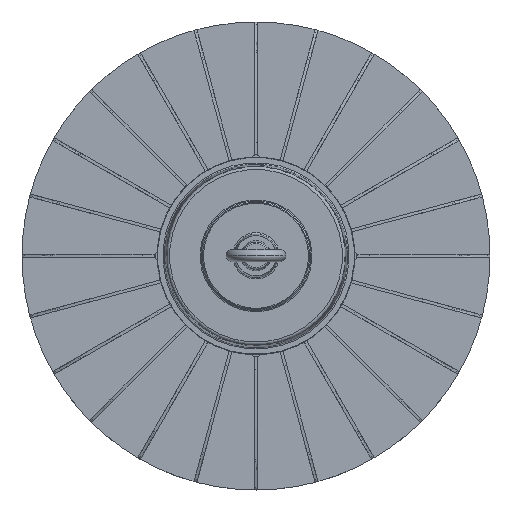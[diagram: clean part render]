
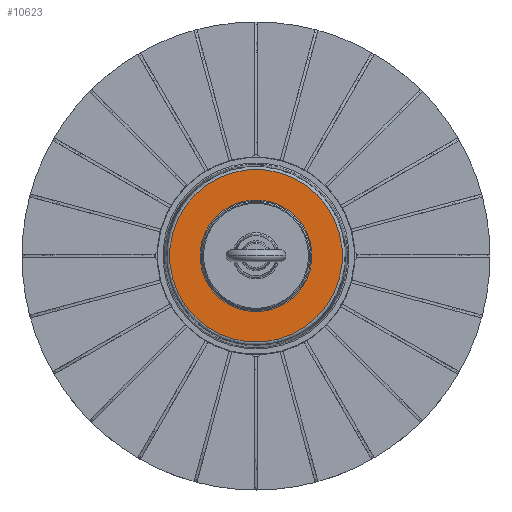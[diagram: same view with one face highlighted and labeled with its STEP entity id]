
A CAD part, top view. The second image highlights one B-rep face of the part: STEP entity #10623.
In plain terms, the highlighted conical face has half-angle 90 degrees and reference radius 38.414 mm.
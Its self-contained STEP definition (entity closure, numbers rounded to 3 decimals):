
#648 = CIRCLE ( 'NONE', #9172, 59.295 ) ;
#2609 = EDGE_LOOP ( 'NONE', ( #11597 ) ) ;
#4092 = ORIENTED_EDGE ( 'NONE', *, *, #16449, .T. ) ;
#4928 = DIRECTION ( 'NONE',  ( 0., 0., -1. ) ) ;
#5032 = CONICAL_SURFACE ( 'NONE', #15079, 38.414, 1.571 ) ;
#5131 = CARTESIAN_POINT ( 'NONE',  ( 0., 0., -45.2 ) ) ;
#5433 = DIRECTION ( 'NONE',  ( -0.707, -0.707, 0. ) ) ;
#7072 = CARTESIAN_POINT ( 'NONE',  ( 0., 0., -45.2 ) ) ;
#7674 = CARTESIAN_POINT ( 'NONE',  ( 41.928, 41.928, -45.2 ) ) ;
#7754 = CARTESIAN_POINT ( 'NONE',  ( 0., 0., -45.2 ) ) ;
#8794 = EDGE_LOOP ( 'NONE', ( #4092 ) ) ;
#9067 = VERTEX_POINT ( 'NONE', #7674 ) ;
#9172 = AXIS2_PLACEMENT_3D ( 'NONE', #7754, #4928, #11336 ) ;
#10623 = ADVANCED_FACE ( 'NONE', ( #16956, #13952 ), #5032, .F. ) ;
#10952 = DIRECTION ( 'NONE',  ( 0.707, 0.707, 0. ) ) ;
#10986 = DIRECTION ( 'NONE',  ( 0., 0., 1. ) ) ;
#11078 = EDGE_CURVE ( 'NONE', #9067, #9067, #648, .T. ) ;
#11336 = DIRECTION ( 'NONE',  ( 0.707, 0.707, 0. ) ) ;
#11597 = ORIENTED_EDGE ( 'NONE', *, *, #11078, .F. ) ;
#13952 = FACE_BOUND ( 'NONE', #8794, .T. ) ;
#14847 = CARTESIAN_POINT ( 'NONE',  ( 27.163, 27.163, -45.2 ) ) ;
#15079 = AXIS2_PLACEMENT_3D ( 'NONE', #7072, #10986, #5433 ) ;
#15493 = AXIS2_PLACEMENT_3D ( 'NONE', #5131, #18027, #10952 ) ;
#15873 = VERTEX_POINT ( 'NONE', #14847 ) ;
#16449 = EDGE_CURVE ( 'NONE', #15873, #15873, #18171, .T. ) ;
#16956 = FACE_OUTER_BOUND ( 'NONE', #2609, .T. ) ;
#18027 = DIRECTION ( 'NONE',  ( 0., 0., -1. ) ) ;
#18171 = CIRCLE ( 'NONE', #15493, 38.414 ) ;
